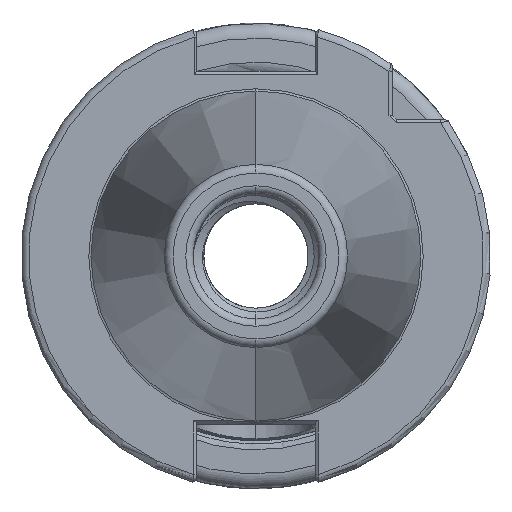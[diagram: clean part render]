
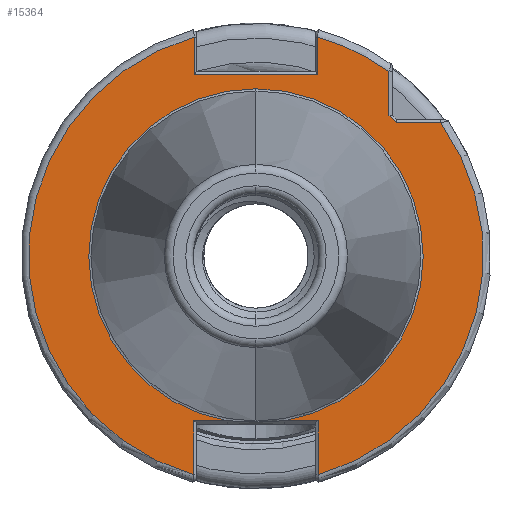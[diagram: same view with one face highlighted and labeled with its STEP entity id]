
A CAD part, left-side view. The second image highlights one B-rep face of the part: STEP entity #15364.
In plain terms, the highlighted planar face has unit normal (-1, 0, 0).
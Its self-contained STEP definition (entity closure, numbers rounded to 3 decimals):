
#2946 = AXIS2_PLACEMENT_3D ( 'NONE', #6189, #6193, #6177 ) ;
#4671 = CIRCLE ( 'NONE', #2946, 22.627 ) ;
#4864 = ORIENTED_EDGE ( 'NONE', *, *, #13650, .T. ) ;
#4869 = ORIENTED_EDGE ( 'NONE', *, *, #13718, .T. ) ;
#4878 = ORIENTED_EDGE ( 'NONE', *, *, #13727, .F. ) ;
#4886 = ORIENTED_EDGE ( 'NONE', *, *, #13658, .T. ) ;
#4894 = ORIENTED_EDGE ( 'NONE', *, *, #13657, .T. ) ;
#4923 = ORIENTED_EDGE ( 'NONE', *, *, #13627, .T. ) ;
#4925 = ORIENTED_EDGE ( 'NONE', *, *, #13694, .T. ) ;
#4927 = ORIENTED_EDGE ( 'NONE', *, *, #13696, .T. ) ;
#4928 = ORIENTED_EDGE ( 'NONE', *, *, #19885, .T. ) ;
#4940 = ORIENTED_EDGE ( 'NONE', *, *, #13723, .T. ) ;
#4941 = ORIENTED_EDGE ( 'NONE', *, *, #13645, .T. ) ;
#4942 = ORIENTED_EDGE ( 'NONE', *, *, #13697, .T. ) ;
#4947 = ORIENTED_EDGE ( 'NONE', *, *, #13663, .T. ) ;
#4966 = ORIENTED_EDGE ( 'NONE', *, *, #13724, .T. ) ;
#4981 = ORIENTED_EDGE ( 'NONE', *, *, #13648, .T. ) ;
#6177 = DIRECTION ( 'NONE',  ( 0., 0., -1. ) ) ;
#6189 = CARTESIAN_POINT ( 'NONE',  ( 0., 0., 0. ) ) ;
#6193 = DIRECTION ( 'NONE',  ( 1., 0., 0. ) ) ;
#11316 = VERTEX_POINT ( 'NONE', #21040 ) ;
#11344 = VERTEX_POINT ( 'NONE', #21068 ) ;
#11353 = VERTEX_POINT ( 'NONE', #21071 ) ;
#11354 = VERTEX_POINT ( 'NONE', #21089 ) ;
#11358 = VERTEX_POINT ( 'NONE', #21054 ) ;
#11371 = VERTEX_POINT ( 'NONE', #21063 ) ;
#11428 = VERTEX_POINT ( 'NONE', #21158 ) ;
#11442 = VERTEX_POINT ( 'NONE', #21160 ) ;
#11448 = VERTEX_POINT ( 'NONE', #21162 ) ;
#11452 = VERTEX_POINT ( 'NONE', #21153 ) ;
#11453 = VERTEX_POINT ( 'NONE', #21126 ) ;
#11454 = VERTEX_POINT ( 'NONE', #21124 ) ;
#11455 = VERTEX_POINT ( 'NONE', #21112 ) ;
#11477 = VERTEX_POINT ( 'NONE', #21177 ) ;
#11938 = DIRECTION ( 'NONE',  ( -1., 0., 0. ) ) ;
#11951 = CARTESIAN_POINT ( 'NONE',  ( 0., 0., 0. ) ) ;
#11967 = DIRECTION ( 'NONE',  ( 0., 0., -1. ) ) ;
#11979 = CARTESIAN_POINT ( 'NONE',  ( 0., 0., 0. ) ) ;
#11981 = DIRECTION ( 'NONE',  ( -1., 0., 0. ) ) ;
#11989 = DIRECTION ( 'NONE',  ( 0., 1., 0. ) ) ;
#11992 = CARTESIAN_POINT ( 'NONE',  ( 0., -8.335, 25. ) ) ;
#11996 = DIRECTION ( 'NONE',  ( 0., 0., -1. ) ) ;
#12015 = CARTESIAN_POINT ( 'NONE',  ( 0., -18.5, 18. ) ) ;
#12016 = DIRECTION ( 'NONE',  ( 0., 0., -1. ) ) ;
#12024 = CARTESIAN_POINT ( 'NONE',  ( 0., -8.451, 0. ) ) ;
#12031 = DIRECTION ( 'NONE',  ( 0., 0., -1. ) ) ;
#12040 = CARTESIAN_POINT ( 'NONE',  ( 0., 8.335, 29.704 ) ) ;
#12042 = DIRECTION ( 'NONE',  ( 0., 0., 1. ) ) ;
#12044 = DIRECTION ( 'NONE',  ( 1., 0., 0. ) ) ;
#12050 = DIRECTION ( 'NONE',  ( 0., 0., -1. ) ) ;
#12051 = CARTESIAN_POINT ( 'NONE',  ( 0., 0., 0. ) ) ;
#12260 = CARTESIAN_POINT ( 'NONE',  ( 0., 8.05, 24.5 ) ) ;
#12275 = DIRECTION ( 'NONE',  ( -1., 0., 0. ) ) ;
#12288 = CARTESIAN_POINT ( 'NONE',  ( 0., 22.692, -22.3 ) ) ;
#12289 = DIRECTION ( 'NONE',  ( 0., -1., 0. ) ) ;
#12290 = CARTESIAN_POINT ( 'NONE',  ( 0., 0., 0. ) ) ;
#12292 = DIRECTION ( 'NONE',  ( 0., 0., -1. ) ) ;
#12293 = DIRECTION ( 'NONE',  ( 0., 1., 0. ) ) ;
#12399 = CARTESIAN_POINT ( 'NONE',  ( 0., 8.451, 0. ) ) ;
#12404 = DIRECTION ( 'NONE',  ( 0., 0., 1. ) ) ;
#12422 = DIRECTION ( 'NONE',  ( 0., -1., 0. ) ) ;
#12426 = CARTESIAN_POINT ( 'NONE',  ( 0., 22.692, -22.3 ) ) ;
#12432 = CARTESIAN_POINT ( 'NONE',  ( 0., -18., 24.594 ) ) ;
#12436 = DIRECTION ( 'NONE',  ( 0., 0., 1. ) ) ;
#12466 = CARTESIAN_POINT ( 'NONE',  ( 0., -19., 18. ) ) ;
#12495 = DIRECTION ( 'NONE',  ( 0., -0.707, -0.707 ) ) ;
#13627 = EDGE_CURVE ( 'NONE', #11428, #11442, #21683, .T. ) ;
#13645 = EDGE_CURVE ( 'NONE', #11354, #11455, #21766, .T. ) ;
#13648 = EDGE_CURVE ( 'NONE', #11455, #11448, #21754, .T. ) ;
#13650 = EDGE_CURVE ( 'NONE', #11442, #11371, #21756, .T. ) ;
#13657 = EDGE_CURVE ( 'NONE', #11358, #11354, #21765, .T. ) ;
#13658 = EDGE_CURVE ( 'NONE', #11453, #11477, #21742, .T. ) ;
#13663 = EDGE_CURVE ( 'NONE', #11353, #11316, #21757, .T. ) ;
#13694 = EDGE_CURVE ( 'NONE', #11371, #11353, #21821, .T. ) ;
#13696 = EDGE_CURVE ( 'NONE', #11454, #11453, #21810, .T. ) ;
#13697 = EDGE_CURVE ( 'NONE', #11316, #11344, #21829, .T. ) ;
#13718 = EDGE_CURVE ( 'NONE', #18080, #11358, #21803, .T. ) ;
#13723 = EDGE_CURVE ( 'NONE', #11344, #11454, #21843, .T. ) ;
#13724 = EDGE_CURVE ( 'NONE', #11452, #11428, #21826, .T. ) ;
#13727 = EDGE_CURVE ( 'NONE', #11452, #11448, #21840, .T. ) ;
#14601 = PLANE ( 'NONE',  #18191 ) ;
#14616 = CARTESIAN_POINT ( 'NONE',  ( 0., 22.692, 0. ) ) ;
#14617 = DIRECTION ( 'NONE',  ( 1., 0., 0. ) ) ;
#14619 = DIRECTION ( 'NONE',  ( 0., 0., -1. ) ) ;
#15364 = ADVANCED_FACE ( 'NONE', ( #21431 ), #14601, .F. ) ;
#17438 = EDGE_LOOP ( 'NONE', ( #4941, #4981, #4878, #4966, #4923, #4864, #4925, #4947, #4942, #4940, #4927, #4886, #4928, #4869, #4894 ) ) ;
#18080 = VERTEX_POINT ( 'NONE', #18993 ) ;
#18116 = AXIS2_PLACEMENT_3D ( 'NONE', #12290, #12275, #12292 ) ;
#18191 = AXIS2_PLACEMENT_3D ( 'NONE', #14616, #14617, #14619 ) ;
#18386 = AXIS2_PLACEMENT_3D ( 'NONE', #11951, #11938, #11967 ) ;
#18423 = AXIS2_PLACEMENT_3D ( 'NONE', #12051, #12044, #12050 ) ;
#18424 = AXIS2_PLACEMENT_3D ( 'NONE', #11979, #11981, #11996 ) ;
#18993 = CARTESIAN_POINT ( 'NONE',  ( 0., -3.833, -22.3 ) ) ;
#19885 = EDGE_CURVE ( 'NONE', #11477, #18080, #4671, .T. ) ;
#21040 = CARTESIAN_POINT ( 'NONE',  ( 0., 8.335, 29.625 ) ) ;
#21054 = CARTESIAN_POINT ( 'NONE',  ( 0., -8.451, -22.3 ) ) ;
#21063 = CARTESIAN_POINT ( 'NONE',  ( 0., -8.335, 24.5 ) ) ;
#21068 = CARTESIAN_POINT ( 'NONE',  ( 0., 8.451, -29.592 ) ) ;
#21071 = CARTESIAN_POINT ( 'NONE',  ( 0., 8.335, 24.5 ) ) ;
#21089 = CARTESIAN_POINT ( 'NONE',  ( 0., -8.451, -29.592 ) ) ;
#21112 = CARTESIAN_POINT ( 'NONE',  ( 0., -24.962, 18. ) ) ;
#21124 = CARTESIAN_POINT ( 'NONE',  ( 0., 8.451, -22.3 ) ) ;
#21126 = CARTESIAN_POINT ( 'NONE',  ( 0., 3.833, -22.3 ) ) ;
#21153 = CARTESIAN_POINT ( 'NONE',  ( 0., -18., 19. ) ) ;
#21158 = CARTESIAN_POINT ( 'NONE',  ( 0., -18., 24.962 ) ) ;
#21160 = CARTESIAN_POINT ( 'NONE',  ( 0., -8.335, 29.625 ) ) ;
#21162 = CARTESIAN_POINT ( 'NONE',  ( 0., -19., 18. ) ) ;
#21177 = CARTESIAN_POINT ( 'NONE',  ( 0., 0., 22.627 ) ) ;
#21431 = FACE_OUTER_BOUND ( 'NONE', #17438, .T. ) ;
#21683 = CIRCLE ( 'NONE', #18386, 30.775 ) ;
#21742 = CIRCLE ( 'NONE', #18423, 22.627 ) ;
#21744 = VECTOR ( 'NONE', #12042, 1000. ) ;
#21754 = LINE ( 'NONE', #12015, #21781 ) ;
#21756 = LINE ( 'NONE', #11992, #21779 ) ;
#21757 = LINE ( 'NONE', #12040, #21744 ) ;
#21765 = LINE ( 'NONE', #12024, #21771 ) ;
#21766 = CIRCLE ( 'NONE', #18424, 30.775 ) ;
#21771 = VECTOR ( 'NONE', #12031, 1000. ) ;
#21779 = VECTOR ( 'NONE', #12016, 1000. ) ;
#21781 = VECTOR ( 'NONE', #11989, 1000. ) ;
#21796 = VECTOR ( 'NONE', #12436, 1000. ) ;
#21803 = LINE ( 'NONE', #12426, #21837 ) ;
#21810 = LINE ( 'NONE', #12288, #21819 ) ;
#21816 = VECTOR ( 'NONE', #12293, 1000. ) ;
#21819 = VECTOR ( 'NONE', #12289, 1000. ) ;
#21821 = LINE ( 'NONE', #12260, #21816 ) ;
#21826 = LINE ( 'NONE', #12432, #21827 ) ;
#21827 = VECTOR ( 'NONE', #12404, 1000. ) ;
#21829 = CIRCLE ( 'NONE', #18116, 30.775 ) ;
#21831 = VECTOR ( 'NONE', #12495, 1000. ) ;
#21837 = VECTOR ( 'NONE', #12422, 1000. ) ;
#21840 = LINE ( 'NONE', #12466, #21831 ) ;
#21843 = LINE ( 'NONE', #12399, #21796 ) ;
